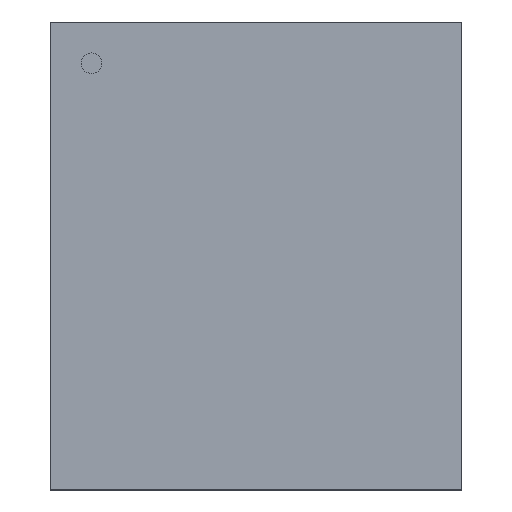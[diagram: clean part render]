
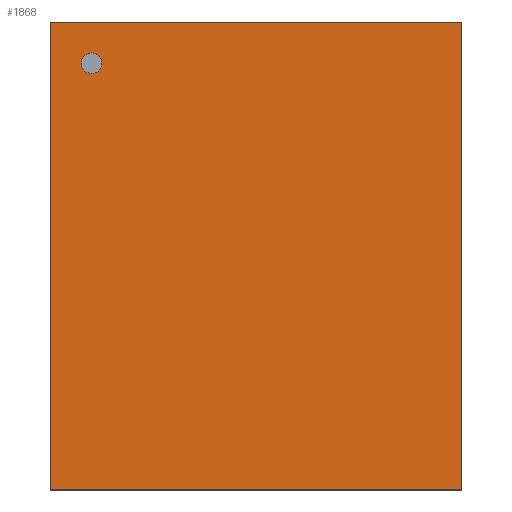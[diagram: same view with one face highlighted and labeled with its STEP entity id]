
A CAD part, top view. The second image highlights one B-rep face of the part: STEP entity #1868.
In plain terms, the highlighted planar face has unit normal (0, 0, 1).
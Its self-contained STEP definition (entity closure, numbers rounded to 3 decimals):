
#1644=CARTESIAN_POINT('',(1.753,-1.994,1.346));
#1643=VERTEX_POINT('',#1644);
#1654=CARTESIAN_POINT('',(-1.753,-1.994,1.346));
#1653=VERTEX_POINT('',#1654);
#1652=EDGE_CURVE('',#1653,#1643,#1657,.T.);
#1657=LINE('',#1654,#1659);
#1659=VECTOR('',#1660,3.505);
#1660=DIRECTION('',(1.0,0.0,0.0));
#1693=CARTESIAN_POINT('',(1.753,1.994,1.346));
#1692=VERTEX_POINT('',#1693);
#1701=EDGE_CURVE('',#1643,#1692,#1706,.T.);
#1706=LINE('',#1644,#1708);
#1708=VECTOR('',#1709,3.988);
#1709=DIRECTION('',(0.0,1.0,0.0));
#1742=CARTESIAN_POINT('',(-1.753,1.994,1.346));
#1741=VERTEX_POINT('',#1742);
#1750=EDGE_CURVE('',#1692,#1741,#1755,.T.);
#1755=LINE('',#1693,#1757);
#1757=VECTOR('',#1758,3.505);
#1758=DIRECTION('',(-1.0,0.0,0.0));
#1799=EDGE_CURVE('',#1741,#1653,#1804,.T.);
#1804=LINE('',#1742,#1806);
#1806=VECTOR('',#1807,3.988);
#1807=DIRECTION('',(0.0,-1.0,0.0));
#1868=ADVANCED_FACE('',(#1874),#1869,.T.);
#1869=PLANE('',#1870);
#1870=AXIS2_PLACEMENT_3D('',#1871,#1872,#1873);
#1871=CARTESIAN_POINT('',(-1.753,-1.994,1.346));
#1872=DIRECTION('',(0.0,0.0,1.0));
#1873=DIRECTION('',(0.,1.,0.));
#1874=FACE_OUTER_BOUND('',#1875,.T.);
#1875=EDGE_LOOP('',(#1876,#1886,#1896,#1906));
#1876=ORIENTED_EDGE('',*,*,#1652,.T.);
#1886=ORIENTED_EDGE('',*,*,#1701,.T.);
#1896=ORIENTED_EDGE('',*,*,#1750,.T.);
#1906=ORIENTED_EDGE('',*,*,#1799,.T.);
